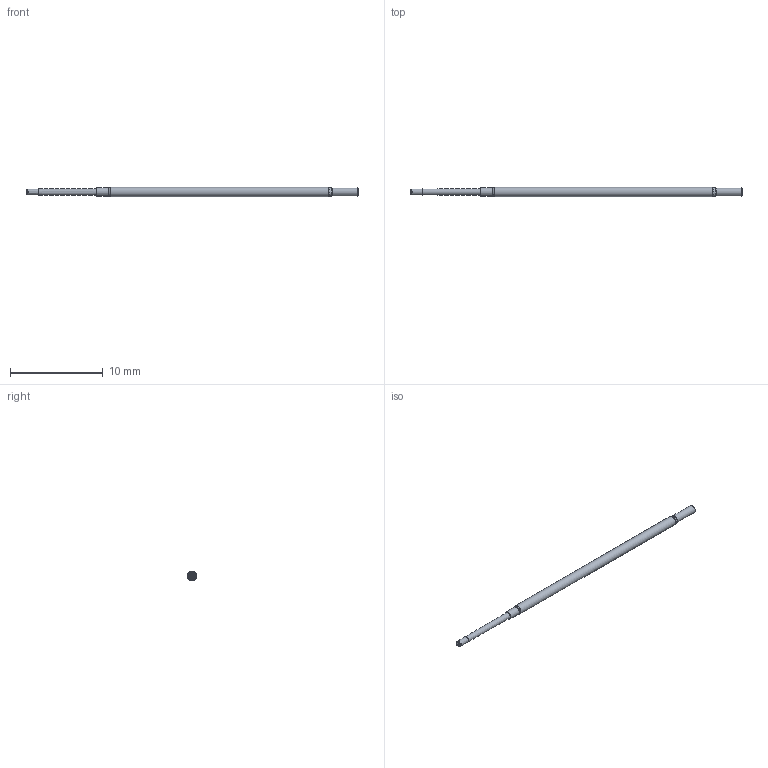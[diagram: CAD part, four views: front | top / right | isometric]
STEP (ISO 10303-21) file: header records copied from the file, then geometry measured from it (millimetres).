
FILE_DESCRIPTION (( 'STEP AP214' ), '1' );
FILE_NAME ('X50-2549.STEP', '2020-04-10T13:15:31', ( '' ), ( '' ), 'SwSTEP 2.0', 'SolidWorks 2019', '' );
FILE_SCHEMA (( 'AUTOMOTIVE_DESIGN' ));
Length unit declared in the file: inch
Products named in the file (1): X50-2549
Bounding box: 35.81 x 1.02 x 1.02 mm (x, y, z)
Volume: 24.7 mm3; surface area: 105.4 mm2
Topology: 1 solids, 1 shells, 127 faces, 323 edges, 199 vertices
Faces by surface type: bspline 68, cone 49, torus 4, cylinder 3, plane 3
Full cylindrical faces by diameter (mm): 0.856 x1, 0.894 x1, 1.021 x1
Entity records: 7222 total; most frequent: CARTESIAN_POINT 3157, ORIENTED_EDGE 618, DIRECTION 314, EDGE_CURVE 309, B_SPLINE_CURVE_WITH_KNOTS 212, VERTEX_POINT 197, AXIS2_PLACEMENT_3D 157, EDGE_LOOP 140
